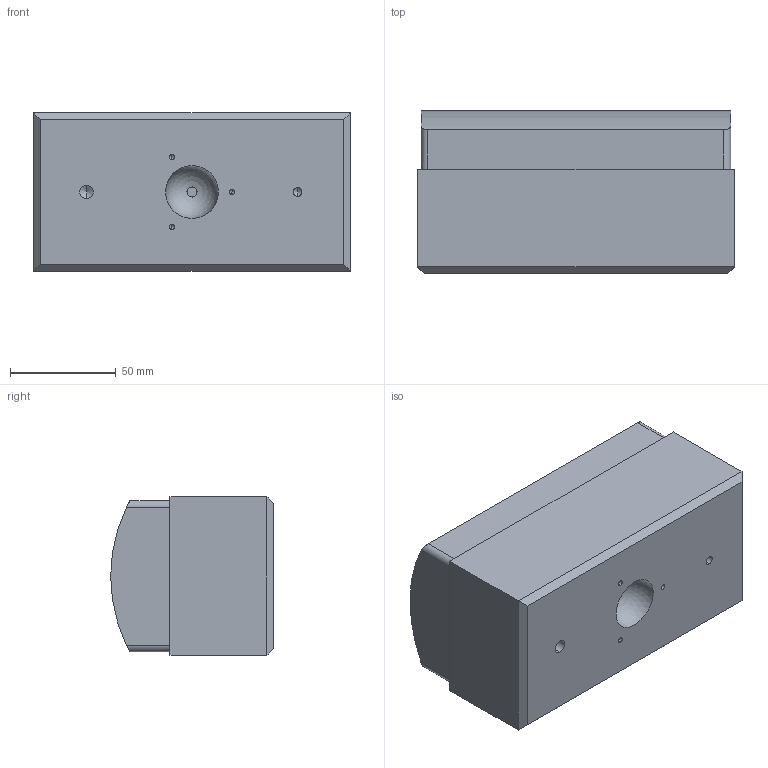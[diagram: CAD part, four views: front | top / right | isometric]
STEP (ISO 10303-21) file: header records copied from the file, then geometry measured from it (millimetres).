
FILE_DESCRIPTION (( 'STEP AP214' ), '1' );
FILE_NAME ('S3375W_FINISHED.STEP', '2023-01-17T15:57:07', ( '' ), ( '' ), 'SwSTEP 2.0', 'SolidWorks 2020', '' );
FILE_SCHEMA (( 'AUTOMOTIVE_DESIGN' ));
Length unit declared in the file: inch
Products named in the file (1): S3375W_FINISHED
Bounding box: 150.01 x 77.14 x 75.01 mm (x, y, z)
Volume: 774383.6 mm3; surface area: 92861.2 mm2
Topology: 2 solids, 2 shells, 198 faces, 485 edges, 294 vertices
Faces by surface type: plane 124, cylinder 49, sphere 13, cone 12
Entity records: 5833 total; most frequent: CARTESIAN_POINT 1069, DIRECTION 948, ORIENTED_EDGE 912, EDGE_CURVE 456, VECTOR 350, LINE 350, AXIS2_PLACEMENT_3D 299, VERTEX_POINT 294
